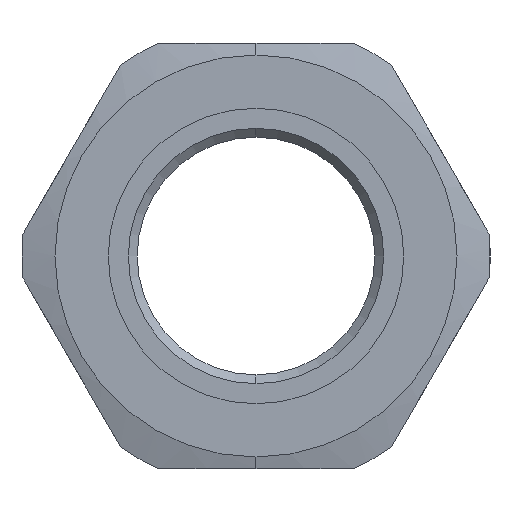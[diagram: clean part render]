
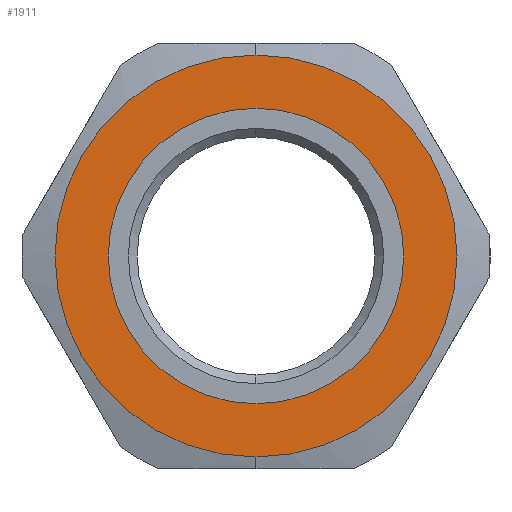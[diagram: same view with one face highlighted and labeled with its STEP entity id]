
A CAD part, left-side view. The second image highlights one B-rep face of the part: STEP entity #1911.
In plain terms, the highlighted planar face has unit normal (-1, 0, 0).
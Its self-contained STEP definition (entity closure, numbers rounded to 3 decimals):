
#14 = CARTESIAN_POINT ( 'NONE',  ( 15.3, 0., -12.5 ) ) ;
#72 = FACE_OUTER_BOUND ( 'NONE', #1473, .T. ) ;
#82 = DIRECTION ( 'NONE',  ( 0., 0., -1. ) ) ;
#84 = EDGE_CURVE ( 'NONE', #1505, #1820, #1867, .T. ) ;
#90 = ORIENTED_EDGE ( 'NONE', *, *, #358, .T. ) ;
#242 = CARTESIAN_POINT ( 'NONE',  ( 15.3, 12.5, 0. ) ) ;
#246 = CIRCLE ( 'NONE', #1910, 12.5 ) ;
#358 = EDGE_CURVE ( 'NONE', #1820, #1505, #246, .T. ) ;
#369 = AXIS2_PLACEMENT_3D ( 'NONE', #1004, #1708, #848 ) ;
#447 = AXIS2_PLACEMENT_3D ( 'NONE', #2158, #951, #454 ) ;
#454 = DIRECTION ( 'NONE',  ( 0., 0., -1. ) ) ;
#492 = AXIS2_PLACEMENT_3D ( 'NONE', #584, #1797, #82 ) ;
#534 = ORIENTED_EDGE ( 'NONE', *, *, #1499, .F. ) ;
#584 = CARTESIAN_POINT ( 'NONE',  ( 15.3, 0., 0. ) ) ;
#586 = EDGE_CURVE ( 'NONE', #1983, #1023, #1556, .T. ) ;
#741 = DIRECTION ( 'NONE',  ( 0., 0., -1. ) ) ;
#848 = DIRECTION ( 'NONE',  ( 0., 0., -1. ) ) ;
#951 = DIRECTION ( 'NONE',  ( 1., 0., 0. ) ) ;
#1004 = CARTESIAN_POINT ( 'NONE',  ( 15.3, 0., 0. ) ) ;
#1023 = VERTEX_POINT ( 'NONE', #1842 ) ;
#1043 = DIRECTION ( 'NONE',  ( 1., 0., 0. ) ) ;
#1215 = DIRECTION ( 'NONE',  ( 0., 0., -1. ) ) ;
#1329 = ORIENTED_EDGE ( 'NONE', *, *, #84, .T. ) ;
#1396 = CARTESIAN_POINT ( 'NONE',  ( 15.3, 0., 12.5 ) ) ;
#1435 = ORIENTED_EDGE ( 'NONE', *, *, #586, .F. ) ;
#1473 = EDGE_LOOP ( 'NONE', ( #534, #1435 ) ) ;
#1499 = EDGE_CURVE ( 'NONE', #1023, #1983, #1879, .T. ) ;
#1505 = VERTEX_POINT ( 'NONE', #14 ) ;
#1556 = CIRCLE ( 'NONE', #492, 17. ) ;
#1595 = DIRECTION ( 'NONE',  ( 1., 0., 0. ) ) ;
#1609 = PLANE ( 'NONE',  #2126 ) ;
#1708 = DIRECTION ( 'NONE',  ( 1., 0., 0. ) ) ;
#1730 = CARTESIAN_POINT ( 'NONE',  ( 15.3, 0., 0. ) ) ;
#1797 = DIRECTION ( 'NONE',  ( 1., 0., 0. ) ) ;
#1820 = VERTEX_POINT ( 'NONE', #1396 ) ;
#1842 = CARTESIAN_POINT ( 'NONE',  ( 15.3, 0., -17. ) ) ;
#1867 = CIRCLE ( 'NONE', #447, 12.5 ) ;
#1879 = CIRCLE ( 'NONE', #369, 17. ) ;
#1910 = AXIS2_PLACEMENT_3D ( 'NONE', #1730, #1043, #1215 ) ;
#1911 = ADVANCED_FACE ( 'NONE', ( #72, #2166 ), #1609, .F. ) ;
#1958 = EDGE_LOOP ( 'NONE', ( #1329, #90 ) ) ;
#1977 = CARTESIAN_POINT ( 'NONE',  ( 15.3, 0., 17. ) ) ;
#1983 = VERTEX_POINT ( 'NONE', #1977 ) ;
#2126 = AXIS2_PLACEMENT_3D ( 'NONE', #242, #1595, #741 ) ;
#2158 = CARTESIAN_POINT ( 'NONE',  ( 15.3, 0., 0. ) ) ;
#2166 = FACE_BOUND ( 'NONE', #1958, .T. ) ;
